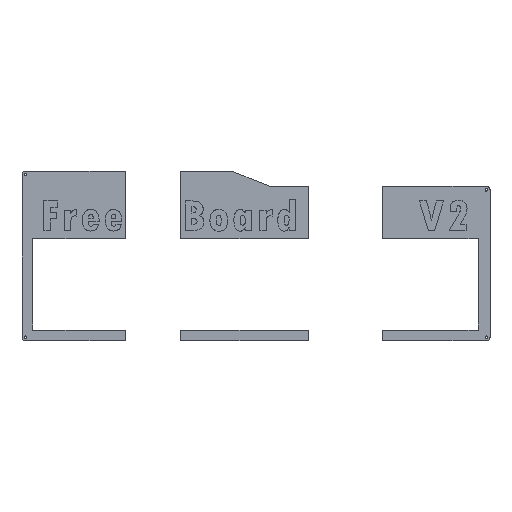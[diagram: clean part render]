
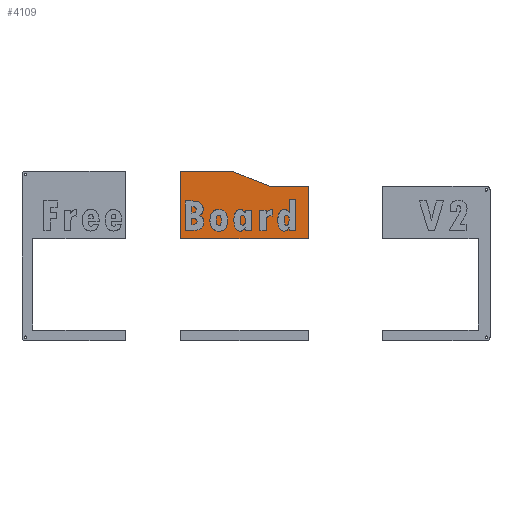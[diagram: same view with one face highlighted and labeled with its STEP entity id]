
A CAD part, top view. The second image highlights one B-rep face of the part: STEP entity #4109.
In plain terms, the highlighted planar face has unit normal (0, 0, 1).
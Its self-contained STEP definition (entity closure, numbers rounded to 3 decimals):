
#257=FACE_OUTER_BOUND('',#495,.T.);
#495=EDGE_LOOP('',(#2985,#2986,#2987,#2988,#2989,#2990));
#995=LINE('',#5711,#1381);
#1000=LINE('',#5721,#1386);
#1003=LINE('',#5727,#1389);
#1005=LINE('',#5730,#1391);
#1006=LINE('',#5733,#1392);
#1007=LINE('',#5734,#1393);
#1381=VECTOR('',#4668,10.);
#1386=VECTOR('',#4675,10.);
#1389=VECTOR('',#4680,10.);
#1391=VECTOR('',#4684,10.);
#1392=VECTOR('',#4687,10.);
#1393=VECTOR('',#4688,10.);
#1765=VERTEX_POINT('',#5708);
#1766=VERTEX_POINT('',#5710);
#1768=VERTEX_POINT('',#5715);
#1770=VERTEX_POINT('',#5719);
#1771=VERTEX_POINT('',#5723);
#1773=VERTEX_POINT('',#5732);
#2221=EDGE_CURVE('',#1766,#1765,#995,.T.);
#2226=EDGE_CURVE('',#1768,#1770,#1000,.T.);
#2229=EDGE_CURVE('',#1771,#1766,#1003,.T.);
#2231=EDGE_CURVE('',#1770,#1771,#1005,.T.);
#2232=EDGE_CURVE('',#1768,#1773,#1006,.T.);
#2233=EDGE_CURVE('',#1765,#1773,#1007,.T.);
#2985=ORIENTED_EDGE('',*,*,#2232,.F.);
#2986=ORIENTED_EDGE('',*,*,#2226,.T.);
#2987=ORIENTED_EDGE('',*,*,#2231,.T.);
#2988=ORIENTED_EDGE('',*,*,#2229,.T.);
#2989=ORIENTED_EDGE('',*,*,#2221,.T.);
#2990=ORIENTED_EDGE('',*,*,#2233,.T.);
#3972=PLANE('',#4373);
#4109=ADVANCED_FACE('',(#257),#3972,.T.);
#4373=AXIS2_PLACEMENT_3D('',#5731,#4685,#4686);
#4668=DIRECTION('',(-0.926,0.377,0.));
#4675=DIRECTION('',(1.,0.,0.));
#4680=DIRECTION('',(-1.,0.,0.));
#4684=DIRECTION('',(0.,1.,0.));
#4685=DIRECTION('center_axis',(0.,0.,1.));
#4686=DIRECTION('ref_axis',(1.,0.,0.));
#4687=DIRECTION('',(0.,1.,0.));
#4688=DIRECTION('',(-1.,0.,0.));
#5708=CARTESIAN_POINT('',(274.696,220.5,3.));
#5710=CARTESIAN_POINT('',(325.,200.,3.));
#5711=CARTESIAN_POINT('',(274.696,220.5,3.));
#5715=CARTESIAN_POINT('',(205.169,128.588,3.));
#5719=CARTESIAN_POINT('',(378.333,128.588,3.));
#5721=CARTESIAN_POINT('',(401.579,128.588,3.));
#5723=CARTESIAN_POINT('',(378.333,200.,3.));
#5727=CARTESIAN_POINT('',(325.,200.,3.));
#5730=CARTESIAN_POINT('',(378.333,152.75,3.));
#5731=CARTESIAN_POINT('Origin',(294.771,105.5,3.));
#5732=CARTESIAN_POINT('',(205.169,220.5,3.));
#5733=CARTESIAN_POINT('',(205.169,163.,3.));
#5734=CARTESIAN_POINT('',(274.696,220.5,3.));
